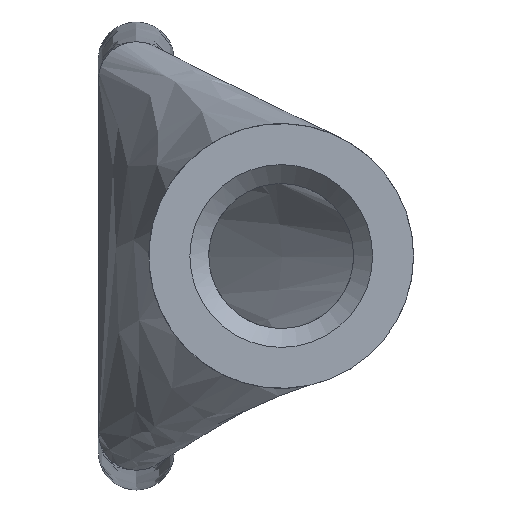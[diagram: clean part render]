
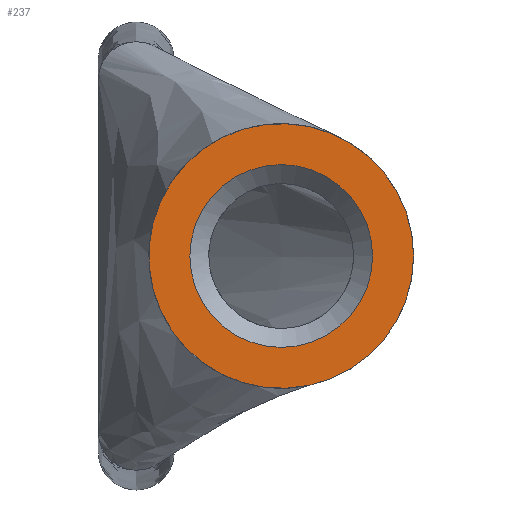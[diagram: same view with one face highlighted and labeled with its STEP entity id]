
A CAD part, front view. The second image highlights one B-rep face of the part: STEP entity #237.
In plain terms, the highlighted planar face has unit normal (0, -1, 0).
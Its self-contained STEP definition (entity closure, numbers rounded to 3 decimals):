
#78=ORIENTED_EDGE('',*,*,#134,.T.);
#79=ORIENTED_EDGE('',*,*,#133,.F.);
#133=EDGE_CURVE('',#159,#159,#179,.T.);
#134=EDGE_CURVE('',#160,#160,#180,.T.);
#159=VERTEX_POINT('',#472);
#160=VERTEX_POINT('',#475);
#179=CIRCLE('',#275,2.1);
#180=CIRCLE('',#277,1.45);
#193=EDGE_LOOP('',(#78));
#194=EDGE_LOOP('',(#79));
#215=FACE_BOUND('',#193,.T.);
#216=FACE_BOUND('',#194,.T.);
#229=PLANE('',#276);
#237=ADVANCED_FACE('',(#215,#216),#229,.F.);
#275=AXIS2_PLACEMENT_3D('',#471,#328,#329);
#276=AXIS2_PLACEMENT_3D('',#473,#330,#331);
#277=AXIS2_PLACEMENT_3D('',#474,#332,#333);
#328=DIRECTION('',(0.,1.,0.));
#329=DIRECTION('',(1.,0.,0.));
#330=DIRECTION('',(0.,1.,0.));
#331=DIRECTION('',(0.,0.,1.));
#332=DIRECTION('',(0.,1.,0.));
#333=DIRECTION('',(0.,0.,1.));
#471=CARTESIAN_POINT('',(0.,0.,0.));
#472=CARTESIAN_POINT('',(2.1,0.,0.));
#473=CARTESIAN_POINT('',(0.,0.,0.));
#474=CARTESIAN_POINT('',(0.,0.,0.));
#475=CARTESIAN_POINT('',(0.,0.,1.45));
